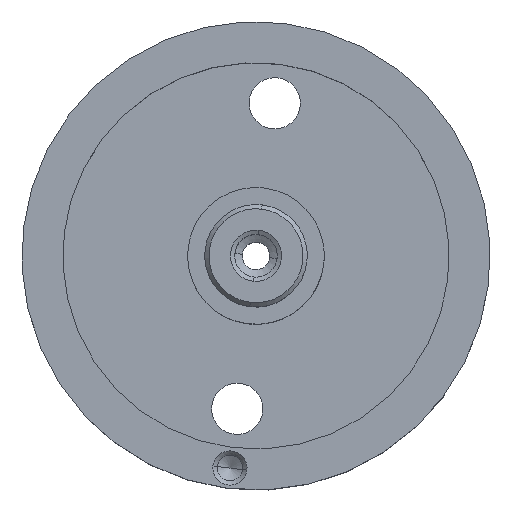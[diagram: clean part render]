
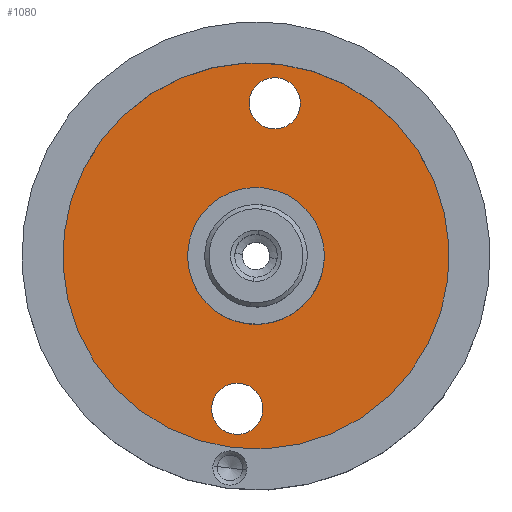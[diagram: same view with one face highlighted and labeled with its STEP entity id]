
A CAD part, top view. The second image highlights one B-rep face of the part: STEP entity #1080.
In plain terms, the highlighted face is planar.
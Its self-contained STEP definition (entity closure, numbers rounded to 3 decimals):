
#430=CARTESIAN_POINT('',(67.852,-108.779,
97.726));
#440=DIRECTION('',(0.,1.,0.));
#450=DIRECTION('',(0.,0.,1.));
#460=AXIS2_PLACEMENT_3D('',#430,#440,#450);
#470=PLANE('',#460);
#480=CARTESIAN_POINT('',(67.852,-108.779,
94.226));
#490=DIRECTION('',(0.,1.,0.));
#500=DIRECTION('',(0.,0.,1.));
#510=AXIS2_PLACEMENT_3D('',#480,#490,#500);
#520=CIRCLE('',#510,4.);
#530=CARTESIAN_POINT('',(67.852,-108.779,
98.226));
#540=VERTEX_POINT('',#530);
#550=CARTESIAN_POINT('',(67.852,-108.779,
90.226));
#560=VERTEX_POINT('',#550);
#570=EDGE_CURVE('',#540,#560,#520,.T.);
#580=ORIENTED_EDGE('',*,*,#570,.F.);
#590=EDGE_CURVE('',#560,#540,#520,.T.);
#600=ORIENTED_EDGE('',*,*,#590,.F.);
#610=EDGE_LOOP('',(#600,#580));
#620=FACE_BOUND('',#610,.T.);
#630=CARTESIAN_POINT('',(67.852,-108.779,
85.226));
#640=DIRECTION('',(0.,1.,0.));
#650=DIRECTION('',(0.,0.,-1.));
#660=AXIS2_PLACEMENT_3D('',#630,#640,#650);
#670=CIRCLE('',#660,1.5);
#680=CARTESIAN_POINT('',(67.852,-108.779,
83.726));
#690=VERTEX_POINT('',#680);
#700=CARTESIAN_POINT('',(67.852,-108.779,
86.726));
#710=VERTEX_POINT('',#700);
#720=EDGE_CURVE('',#690,#710,#670,.T.);
#730=ORIENTED_EDGE('',*,*,#720,.F.);
#740=EDGE_CURVE('',#710,#690,#670,.T.);
#750=ORIENTED_EDGE('',*,*,#740,.F.);
#760=EDGE_LOOP('',(#750,#730));
#770=FACE_BOUND('',#760,.T.);
#780=CARTESIAN_POINT('',(67.852,-108.779,
103.226));
#790=DIRECTION('',(0.,1.,0.));
#800=DIRECTION('',(0.,0.,1.));
#810=AXIS2_PLACEMENT_3D('',#780,#790,#800);
#820=CIRCLE('',#810,1.5);
#830=CARTESIAN_POINT('',(67.852,-108.779,
104.726));
#840=VERTEX_POINT('',#830);
#850=CARTESIAN_POINT('',(67.852,-108.779,
101.726));
#860=VERTEX_POINT('',#850);
#870=EDGE_CURVE('',#840,#860,#820,.T.);
#880=ORIENTED_EDGE('',*,*,#870,.F.);
#890=EDGE_CURVE('',#860,#840,#820,.T.);
#900=ORIENTED_EDGE('',*,*,#890,.F.);
#910=EDGE_LOOP('',(#900,#880));
#920=FACE_BOUND('',#910,.T.);
#930=CARTESIAN_POINT('',(67.852,-108.779,
94.226));
#940=DIRECTION('',(0.,1.,0.));
#950=DIRECTION('',(0.,0.,1.));
#960=AXIS2_PLACEMENT_3D('',#930,#940,#950);
#970=CIRCLE('',#960,11.3);
#980=CARTESIAN_POINT('',(67.852,-108.779,
105.526));
#990=VERTEX_POINT('',#980);
#1000=CARTESIAN_POINT('',(67.852,-108.779,
82.926));
#1010=VERTEX_POINT('',#1000);
#1020=EDGE_CURVE('',#990,#1010,#970,.T.);
#1030=ORIENTED_EDGE('',*,*,#1020,.T.);
#1040=EDGE_CURVE('',#1010,#990,#970,.T.);
#1050=ORIENTED_EDGE('',*,*,#1040,.T.);
#1060=EDGE_LOOP('',(#1050,#1030));
#1070=FACE_OUTER_BOUND('',#1060,.T.);
#1080=ADVANCED_FACE('',(#620,#770,#920,#1070),#470,.T.);
